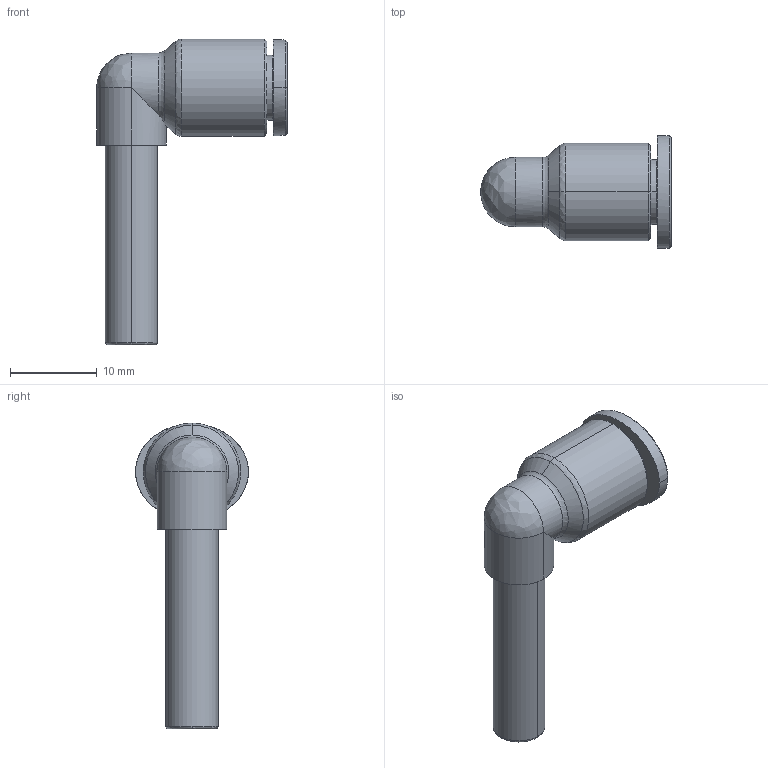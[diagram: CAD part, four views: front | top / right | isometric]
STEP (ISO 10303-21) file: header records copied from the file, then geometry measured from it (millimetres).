
FILE_DESCRIPTION (( 'STEP AP214' ), '1' );
FILE_NAME ('PLJ06.stp', '2015-09-24T08:38:20', ( '' ), ( '' ), 'SwSTEP 2.0', 'SolidWorks 2015', '' );
FILE_SCHEMA (( 'AUTOMOTIVE_DESIGN' ));
Length unit declared in the file: millimetre
Products named in the file (2): PLJ06; ｦ+ﾃｦ1
Assembly tree (1 placements, depth 2):
  PLJ06
    ｦ+ﾃｦ1
Bounding box: 21.95 x 13 x 35.2 mm (x, y, z)
Volume: 1652.7 mm3; surface area: 2129.4 mm2
Topology: 1 solids, 1 shells, 239 faces, 652 edges, 429 vertices
Faces by surface type: plane 171, bspline 37, cylinder 22, cone 8, torus 1
Entity records: 9010 total; most frequent: CARTESIAN_POINT 2926, ORIENTED_EDGE 1302, DIRECTION 1037, EDGE_CURVE 651, LINE 509, VECTOR 509, VERTEX_POINT 429, AXIS2_PLACEMENT_3D 264
